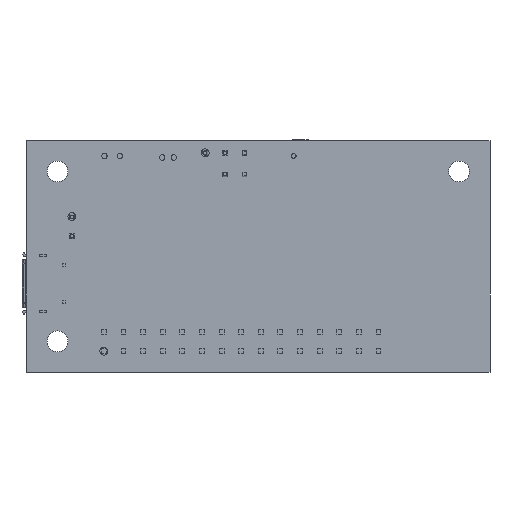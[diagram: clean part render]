
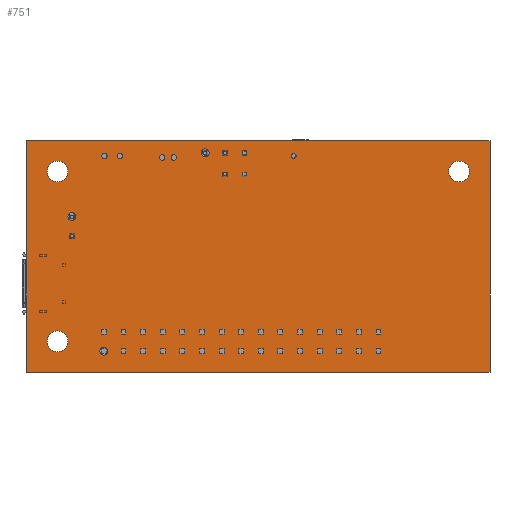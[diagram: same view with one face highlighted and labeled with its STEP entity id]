
A CAD part, front view. The second image highlights one B-rep face of the part: STEP entity #751.
In plain terms, the highlighted planar face has unit normal (0, -1, 0).
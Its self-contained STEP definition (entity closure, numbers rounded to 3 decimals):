
#96=DIRECTION('',(1.,0.,0.));
#97=VECTOR('',#96,60.);
#98=CARTESIAN_POINT('',(0.,0.,0.));
#99=LINE('',#98,#97);
#103=DIRECTION('',(0.,0.,-1.));
#104=VECTOR('',#103,30.);
#105=CARTESIAN_POINT('',(60.,0.,0.));
#106=LINE('',#105,#104);
#110=DIRECTION('',(-1.,0.,0.));
#111=VECTOR('',#110,60.);
#112=CARTESIAN_POINT('',(60.,0.,-30.));
#113=LINE('',#112,#111);
#117=DIRECTION('',(0.,0.,1.));
#118=VECTOR('',#117,30.);
#119=CARTESIAN_POINT('',(0.,0.,-30.));
#120=LINE('',#119,#118);
#124=CARTESIAN_POINT('',(4.,0.,-26.));
#125=DIRECTION('',(0.,1.,0.));
#126=DIRECTION('',(1.,0.,0.));
#127=AXIS2_PLACEMENT_3D('',#124,#125,#126);
#132=CARTESIAN_POINT('',(4.,0.,-26.));
#133=DIRECTION('',(0.,1.,0.));
#134=DIRECTION('',(-1.,0.,0.));
#135=AXIS2_PLACEMENT_3D('',#132,#133,#134);
#140=CARTESIAN_POINT('',(4.,0.,-4.));
#141=DIRECTION('',(0.,1.,0.));
#142=DIRECTION('',(1.,0.,0.));
#143=AXIS2_PLACEMENT_3D('',#140,#141,#142);
#148=CARTESIAN_POINT('',(4.,0.,-4.));
#149=DIRECTION('',(0.,1.,0.));
#150=DIRECTION('',(-1.,0.,0.));
#151=AXIS2_PLACEMENT_3D('',#148,#149,#150);
#156=CARTESIAN_POINT('',(56.,0.,-4.));
#157=DIRECTION('',(0.,1.,0.));
#158=DIRECTION('',(1.,0.,0.));
#159=AXIS2_PLACEMENT_3D('',#156,#157,#158);
#164=CARTESIAN_POINT('',(56.,0.,-4.));
#165=DIRECTION('',(0.,1.,0.));
#166=DIRECTION('',(-1.,0.,0.));
#167=AXIS2_PLACEMENT_3D('',#164,#165,#166);
#172=CARTESIAN_POINT('',(10.,0.,-27.27));
#173=DIRECTION('',(0.,1.,0.));
#174=DIRECTION('',(1.,0.,0.));
#175=AXIS2_PLACEMENT_3D('',#172,#173,#174);
#180=CARTESIAN_POINT('',(10.,0.,-27.27));
#181=DIRECTION('',(0.,1.,0.));
#182=DIRECTION('',(-1.,0.,0.));
#183=AXIS2_PLACEMENT_3D('',#180,#181,#182);
#188=CARTESIAN_POINT('',(5.862,0.,-9.845));
#189=DIRECTION('',(0.,1.,0.));
#190=DIRECTION('',(1.,0.,0.));
#191=AXIS2_PLACEMENT_3D('',#188,#189,#190);
#196=CARTESIAN_POINT('',(5.862,0.,-9.845));
#197=DIRECTION('',(0.,1.,0.));
#198=DIRECTION('',(-1.,0.,0.));
#199=AXIS2_PLACEMENT_3D('',#196,#197,#198);
#204=CARTESIAN_POINT('',(23.134,0.,-1.59));
#205=DIRECTION('',(0.,1.,0.));
#206=DIRECTION('',(1.,0.,0.));
#207=AXIS2_PLACEMENT_3D('',#204,#205,#206);
#212=CARTESIAN_POINT('',(23.134,0.,-1.59));
#213=DIRECTION('',(0.,1.,0.));
#214=DIRECTION('',(-1.,0.,0.));
#215=AXIS2_PLACEMENT_3D('',#212,#213,#214);
#220=CARTESIAN_POINT('',(12.069,0.,-2.));
#221=DIRECTION('',(0.,1.,0.));
#222=DIRECTION('',(1.,0.,0.));
#223=AXIS2_PLACEMENT_3D('',#220,#221,#222);
#228=CARTESIAN_POINT('',(12.069,0.,-2.));
#229=DIRECTION('',(0.,1.,0.));
#230=DIRECTION('',(-1.,0.,0.));
#231=AXIS2_PLACEMENT_3D('',#228,#229,#230);
#236=CARTESIAN_POINT('',(17.558,0.,-2.2));
#237=DIRECTION('',(0.,1.,0.));
#238=DIRECTION('',(1.,0.,0.));
#239=AXIS2_PLACEMENT_3D('',#236,#237,#238);
#244=CARTESIAN_POINT('',(17.558,0.,-2.2));
#245=DIRECTION('',(0.,1.,0.));
#246=DIRECTION('',(-1.,0.,0.));
#247=AXIS2_PLACEMENT_3D('',#244,#245,#246);
#252=CARTESIAN_POINT('',(34.593,0.,-2.));
#253=DIRECTION('',(0.,1.,0.));
#254=DIRECTION('',(1.,0.,0.));
#255=AXIS2_PLACEMENT_3D('',#252,#253,#254);
#260=CARTESIAN_POINT('',(34.593,0.,-2.));
#261=DIRECTION('',(0.,1.,0.));
#262=DIRECTION('',(-1.,0.,0.));
#263=AXIS2_PLACEMENT_3D('',#260,#261,#262);
#594=CARTESIAN_POINT('',(0.,0.,0.));
#595=CARTESIAN_POINT('',(60.,0.,0.));
#596=VERTEX_POINT('',#594);
#597=VERTEX_POINT('',#595);
#598=CARTESIAN_POINT('',(60.,0.,-30.));
#599=VERTEX_POINT('',#598);
#600=CARTESIAN_POINT('',(0.,0.,-30.));
#601=VERTEX_POINT('',#600);
#611=CARTESIAN_POINT('',(5.35,0.,-26.));
#613=VERTEX_POINT('',#611);
#615=CARTESIAN_POINT('',(2.65,0.,-26.));
#617=VERTEX_POINT('',#615);
#619=CARTESIAN_POINT('',(5.35,0.,-4.));
#621=VERTEX_POINT('',#619);
#623=CARTESIAN_POINT('',(2.65,0.,-4.));
#625=VERTEX_POINT('',#623);
#626=CARTESIAN_POINT('',(10.51,0.,-27.27));
#627=CARTESIAN_POINT('',(9.49,0.,-27.27));
#628=VERTEX_POINT('',#626);
#629=VERTEX_POINT('',#627);
#634=CARTESIAN_POINT('',(57.35,0.,-4.));
#635=CARTESIAN_POINT('',(54.65,0.,-4.));
#636=VERTEX_POINT('',#634);
#637=VERTEX_POINT('',#635);
#642=CARTESIAN_POINT('',(6.372,0.,-9.845));
#643=CARTESIAN_POINT('',(5.352,0.,-9.845));
#644=VERTEX_POINT('',#642);
#645=VERTEX_POINT('',#643);
#646=CARTESIAN_POINT('',(23.644,0.,-1.59));
#647=CARTESIAN_POINT('',(22.624,0.,-1.59));
#648=VERTEX_POINT('',#646);
#649=VERTEX_POINT('',#647);
#650=CARTESIAN_POINT('',(12.369,0.,-2.));
#651=CARTESIAN_POINT('',(11.769,0.,-2.));
#652=VERTEX_POINT('',#650);
#653=VERTEX_POINT('',#651);
#654=CARTESIAN_POINT('',(17.858,0.,-2.2));
#655=CARTESIAN_POINT('',(17.258,0.,-2.2));
#656=VERTEX_POINT('',#654);
#657=VERTEX_POINT('',#655);
#674=CARTESIAN_POINT('',(34.893,0.,-2.));
#675=CARTESIAN_POINT('',(34.293,0.,-2.));
#676=VERTEX_POINT('',#674);
#677=VERTEX_POINT('',#675);
#682=CARTESIAN_POINT('',(0.,0.,0.));
#683=DIRECTION('',(0.,1.,0.));
#684=DIRECTION('',(1.,0.,0.));
#685=AXIS2_PLACEMENT_3D('',#682,#683,#684);
#686=PLANE('',#685);
#688=ORIENTED_EDGE('',*,*,#687,.T.);
#690=ORIENTED_EDGE('',*,*,#689,.T.);
#692=ORIENTED_EDGE('',*,*,#691,.T.);
#694=ORIENTED_EDGE('',*,*,#693,.T.);
#695=EDGE_LOOP('',(#688,#690,#692,#694));
#696=FACE_OUTER_BOUND('',#695,.F.);
#698=ORIENTED_EDGE('',*,*,#697,.F.);
#700=ORIENTED_EDGE('',*,*,#699,.F.);
#701=EDGE_LOOP('',(#698,#700));
#702=FACE_BOUND('',#701,.F.);
#704=ORIENTED_EDGE('',*,*,#703,.F.);
#706=ORIENTED_EDGE('',*,*,#705,.F.);
#707=EDGE_LOOP('',(#704,#706));
#708=FACE_BOUND('',#707,.F.);
#710=ORIENTED_EDGE('',*,*,#709,.F.);
#712=ORIENTED_EDGE('',*,*,#711,.F.);
#713=EDGE_LOOP('',(#710,#712));
#714=FACE_BOUND('',#713,.F.);
#716=ORIENTED_EDGE('',*,*,#715,.F.);
#718=ORIENTED_EDGE('',*,*,#717,.F.);
#719=EDGE_LOOP('',(#716,#718));
#720=FACE_BOUND('',#719,.F.);
#722=ORIENTED_EDGE('',*,*,#721,.F.);
#724=ORIENTED_EDGE('',*,*,#723,.F.);
#725=EDGE_LOOP('',(#722,#724));
#726=FACE_BOUND('',#725,.F.);
#728=ORIENTED_EDGE('',*,*,#727,.F.);
#730=ORIENTED_EDGE('',*,*,#729,.F.);
#731=EDGE_LOOP('',(#728,#730));
#732=FACE_BOUND('',#731,.F.);
#734=ORIENTED_EDGE('',*,*,#733,.F.);
#736=ORIENTED_EDGE('',*,*,#735,.F.);
#737=EDGE_LOOP('',(#734,#736));
#738=FACE_BOUND('',#737,.F.);
#740=ORIENTED_EDGE('',*,*,#739,.F.);
#742=ORIENTED_EDGE('',*,*,#741,.F.);
#743=EDGE_LOOP('',(#740,#742));
#744=FACE_BOUND('',#743,.F.);
#746=ORIENTED_EDGE('',*,*,#745,.F.);
#748=ORIENTED_EDGE('',*,*,#747,.F.);
#749=EDGE_LOOP('',(#746,#748));
#750=FACE_BOUND('',#749,.F.);
#128=CIRCLE('',#127,1.35);
#136=CIRCLE('',#135,1.35);
#144=CIRCLE('',#143,1.35);
#152=CIRCLE('',#151,1.35);
#160=CIRCLE('',#159,1.35);
#168=CIRCLE('',#167,1.35);
#176=CIRCLE('',#175,0.51);
#184=CIRCLE('',#183,0.51);
#192=CIRCLE('',#191,0.51);
#200=CIRCLE('',#199,0.51);
#208=CIRCLE('',#207,0.51);
#216=CIRCLE('',#215,0.51);
#224=CIRCLE('',#223,0.3);
#232=CIRCLE('',#231,0.3);
#240=CIRCLE('',#239,0.3);
#248=CIRCLE('',#247,0.3);
#256=CIRCLE('',#255,0.3);
#264=CIRCLE('',#263,0.3);
#687=EDGE_CURVE('',#596,#597,#99,.T.);
#689=EDGE_CURVE('',#597,#599,#106,.T.);
#691=EDGE_CURVE('',#599,#601,#113,.T.);
#693=EDGE_CURVE('',#601,#596,#120,.T.);
#697=EDGE_CURVE('',#613,#617,#128,.T.);
#699=EDGE_CURVE('',#617,#613,#136,.T.);
#703=EDGE_CURVE('',#621,#625,#144,.T.);
#705=EDGE_CURVE('',#625,#621,#152,.T.);
#709=EDGE_CURVE('',#636,#637,#160,.T.);
#711=EDGE_CURVE('',#637,#636,#168,.T.);
#715=EDGE_CURVE('',#628,#629,#176,.T.);
#717=EDGE_CURVE('',#629,#628,#184,.T.);
#721=EDGE_CURVE('',#644,#645,#192,.T.);
#723=EDGE_CURVE('',#645,#644,#200,.T.);
#727=EDGE_CURVE('',#648,#649,#208,.T.);
#729=EDGE_CURVE('',#649,#648,#216,.T.);
#733=EDGE_CURVE('',#652,#653,#224,.T.);
#735=EDGE_CURVE('',#653,#652,#232,.T.);
#739=EDGE_CURVE('',#656,#657,#240,.T.);
#741=EDGE_CURVE('',#657,#656,#248,.T.);
#745=EDGE_CURVE('',#676,#677,#256,.T.);
#747=EDGE_CURVE('',#677,#676,#264,.T.);
#751=ADVANCED_FACE('',(#696,#702,#708,#714,#720,#726,#732,#738,#744,#750),#686,
.F.);
